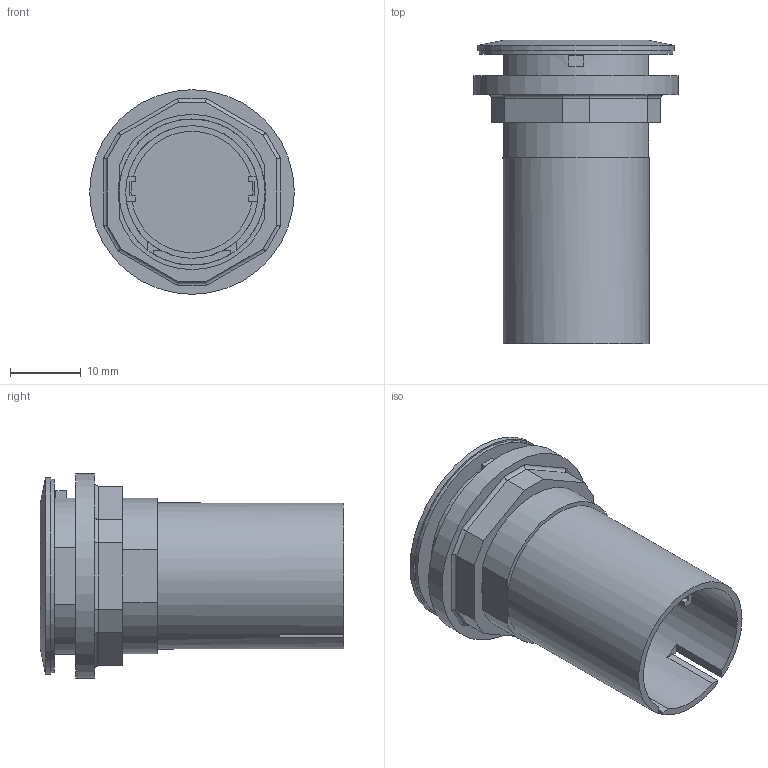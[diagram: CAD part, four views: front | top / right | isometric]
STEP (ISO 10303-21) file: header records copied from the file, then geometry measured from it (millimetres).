
FILE_DESCRIPTION(/* description */ (''),/* implementation_level */ '2;1');
FILE_NAME(/* name */ 'RRJ_WLU_01.stp',/* time_stamp */ '2020-02-05T14:24:38+01:00',/* author */ ('thagel'),/* organization */ (''),/* preprocessor_version */ 'ST-DEVELOPER v17.2',/* originating_system */ 'Autodesk Inventor 2019',/* authorisation */ '');
FILE_SCHEMA (('AUTOMOTIVE_DESIGN { 1 0 10303 214 3 1 1 }'));
Length unit declared in the file: millimetre
Products named in the file (1): RRJ_WLU_01
Bounding box: 29 x 43 x 29 mm (x, y, z)
Volume: 5464.2 mm3; surface area: 8567.5 mm2
Topology: 1 solids, 1 shells, 111 faces, 296 edges, 195 vertices
Faces by surface type: plane 66, cylinder 36, cone 5, torus 4
Full cylindrical faces by diameter (mm): 18.45 x1, 18.8 x1, 19 x1, 20.05 x1, 20.7 x1, 22.6 x1, 25.35 x1, 27.4 x1, 27.9 x1, 29 x1
Entity records: 3548 total; most frequent: CARTESIAN_POINT 647, DIRECTION 613, ORIENTED_EDGE 592, EDGE_CURVE 296, AXIS2_PLACEMENT_3D 213, VERTEX_POINT 195, LINE 187, VECTOR 187
